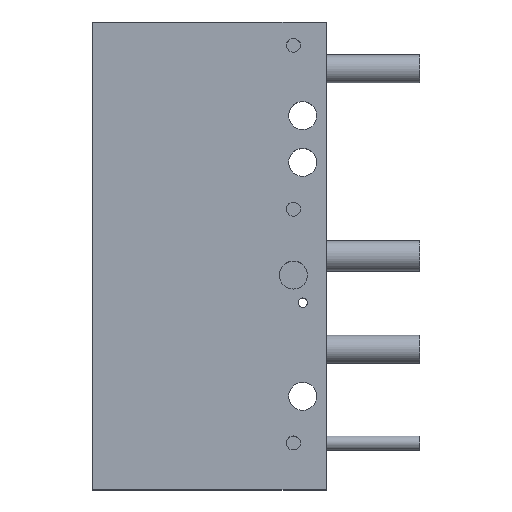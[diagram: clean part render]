
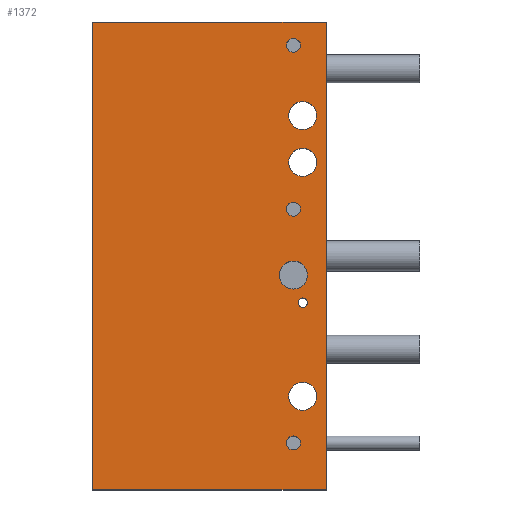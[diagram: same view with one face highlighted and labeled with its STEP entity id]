
A CAD part, top view. The second image highlights one B-rep face of the part: STEP entity #1372.
In plain terms, the highlighted planar face has unit normal (0, 0, 1).
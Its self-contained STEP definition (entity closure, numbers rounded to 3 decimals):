
#35=DIRECTION('',(1.,0.,0.));
#36=VECTOR('',#35,50.);
#37=CARTESIAN_POINT('',(-25.,0.,15.));
#38=LINE('',#37,#36);
#125=DIRECTION('',(1.,0.,0.));
#126=VECTOR('',#125,50.);
#127=CARTESIAN_POINT('',(-25.,100.,15.));
#128=LINE('',#127,#126);
#473=DIRECTION('',(0.,1.,0.));
#474=VECTOR('',#473,100.);
#475=CARTESIAN_POINT('',(25.,0.,15.));
#476=LINE('',#475,#474);
#517=DIRECTION('',(0.,1.,0.));
#518=VECTOR('',#517,100.);
#519=CARTESIAN_POINT('',(-25.,0.,15.));
#520=LINE('',#519,#518);
#521=CARTESIAN_POINT('',(20.,70.,15.));
#522=DIRECTION('',(0.,0.,1.));
#523=DIRECTION('',(0.,-1.,0.));
#524=AXIS2_PLACEMENT_3D('',#521,#522,#523);
#526=CARTESIAN_POINT('',(20.,70.,15.));
#527=DIRECTION('',(0.,0.,1.));
#528=DIRECTION('',(0.,1.,0.));
#529=AXIS2_PLACEMENT_3D('',#526,#527,#528);
#531=CARTESIAN_POINT('',(20.,40.,15.));
#532=DIRECTION('',(0.,0.,1.));
#533=DIRECTION('',(0.,-1.,0.));
#534=AXIS2_PLACEMENT_3D('',#531,#532,#533);
#536=CARTESIAN_POINT('',(20.,40.,15.));
#537=DIRECTION('',(0.,0.,1.));
#538=DIRECTION('',(0.,1.,0.));
#539=AXIS2_PLACEMENT_3D('',#536,#537,#538);
#541=CARTESIAN_POINT('',(20.,80.,15.));
#542=DIRECTION('',(0.,0.,1.));
#543=DIRECTION('',(0.,-1.,0.));
#544=AXIS2_PLACEMENT_3D('',#541,#542,#543);
#546=CARTESIAN_POINT('',(20.,80.,15.));
#547=DIRECTION('',(0.,0.,1.));
#548=DIRECTION('',(0.,1.,0.));
#549=AXIS2_PLACEMENT_3D('',#546,#547,#548);
#551=CARTESIAN_POINT('',(20.,20.,15.));
#552=DIRECTION('',(0.,0.,1.));
#553=DIRECTION('',(0.,-1.,0.));
#554=AXIS2_PLACEMENT_3D('',#551,#552,#553);
#556=CARTESIAN_POINT('',(20.,20.,15.));
#557=DIRECTION('',(0.,0.,1.));
#558=DIRECTION('',(0.,1.,0.));
#559=AXIS2_PLACEMENT_3D('',#556,#557,#558);
#561=CARTESIAN_POINT('',(18.,60.,15.));
#562=DIRECTION('',(0.,0.,1.));
#563=DIRECTION('',(0.,-1.,0.));
#564=AXIS2_PLACEMENT_3D('',#561,#562,#563);
#566=CARTESIAN_POINT('',(18.,60.,15.));
#567=DIRECTION('',(0.,0.,1.));
#568=DIRECTION('',(0.,1.,0.));
#569=AXIS2_PLACEMENT_3D('',#566,#567,#568);
#571=CARTESIAN_POINT('',(18.,10.,15.));
#572=DIRECTION('',(0.,0.,1.));
#573=DIRECTION('',(0.,-1.,0.));
#574=AXIS2_PLACEMENT_3D('',#571,#572,#573);
#576=CARTESIAN_POINT('',(18.,10.,15.));
#577=DIRECTION('',(0.,0.,1.));
#578=DIRECTION('',(0.,1.,0.));
#579=AXIS2_PLACEMENT_3D('',#576,#577,#578);
#581=CARTESIAN_POINT('',(18.,95.,15.));
#582=DIRECTION('',(0.,0.,1.));
#583=DIRECTION('',(0.,-1.,0.));
#584=AXIS2_PLACEMENT_3D('',#581,#582,#583);
#586=CARTESIAN_POINT('',(18.,95.,15.));
#587=DIRECTION('',(0.,0.,1.));
#588=DIRECTION('',(0.,1.,0.));
#589=AXIS2_PLACEMENT_3D('',#586,#587,#588);
#591=CARTESIAN_POINT('',(18.,45.897,15.));
#592=DIRECTION('',(0.,0.,1.));
#593=DIRECTION('',(0.,-1.,0.));
#594=AXIS2_PLACEMENT_3D('',#591,#592,#593);
#596=CARTESIAN_POINT('',(18.,45.897,15.));
#597=DIRECTION('',(0.,0.,1.));
#598=DIRECTION('',(0.,1.,0.));
#599=AXIS2_PLACEMENT_3D('',#596,#597,#598);
#878=CARTESIAN_POINT('',(-25.,0.,15.));
#880=VERTEX_POINT('',#878);
#881=CARTESIAN_POINT('',(25.,0.,15.));
#882=VERTEX_POINT('',#881);
#886=CARTESIAN_POINT('',(-25.,100.,15.));
#888=VERTEX_POINT('',#886);
#889=CARTESIAN_POINT('',(25.,100.,15.));
#890=VERTEX_POINT('',#889);
#925=CARTESIAN_POINT('',(20.,67.,15.));
#926=CARTESIAN_POINT('',(20.,73.,15.));
#927=VERTEX_POINT('',#925);
#928=VERTEX_POINT('',#926);
#929=CARTESIAN_POINT('',(20.,39.,15.));
#930=CARTESIAN_POINT('',(20.,41.,15.));
#931=VERTEX_POINT('',#929);
#932=VERTEX_POINT('',#930);
#933=CARTESIAN_POINT('',(20.,77.,15.));
#934=CARTESIAN_POINT('',(20.,83.,15.));
#935=VERTEX_POINT('',#933);
#936=VERTEX_POINT('',#934);
#937=CARTESIAN_POINT('',(20.,17.,15.));
#938=CARTESIAN_POINT('',(20.,23.,15.));
#939=VERTEX_POINT('',#937);
#940=VERTEX_POINT('',#938);
#973=CARTESIAN_POINT('',(18.,58.5,15.));
#974=CARTESIAN_POINT('',(18.,61.5,15.));
#975=VERTEX_POINT('',#973);
#976=VERTEX_POINT('',#974);
#977=CARTESIAN_POINT('',(18.,8.5,15.));
#978=CARTESIAN_POINT('',(18.,11.5,15.));
#979=VERTEX_POINT('',#977);
#980=VERTEX_POINT('',#978);
#981=CARTESIAN_POINT('',(18.,93.5,15.));
#982=CARTESIAN_POINT('',(18.,96.5,15.));
#983=VERTEX_POINT('',#981);
#984=VERTEX_POINT('',#982);
#985=CARTESIAN_POINT('',(18.,42.897,15.));
#986=CARTESIAN_POINT('',(18.,48.897,15.));
#987=VERTEX_POINT('',#985);
#988=VERTEX_POINT('',#986);
#1313=CARTESIAN_POINT('',(-25.,0.,15.));
#1314=DIRECTION('',(0.,0.,1.));
#1315=DIRECTION('',(1.,0.,0.));
#1316=AXIS2_PLACEMENT_3D('',#1313,#1314,#1315);
#1317=PLANE('',#1316);
#1318=ORIENTED_EDGE('',*,*,#1020,.F.);
#1319=ORIENTED_EDGE('',*,*,#1174,.T.);
#1320=ORIENTED_EDGE('',*,*,#1092,.T.);
#1321=ORIENTED_EDGE('',*,*,#1282,.F.);
#1322=EDGE_LOOP('',(#1318,#1319,#1320,#1321));
#1323=FACE_OUTER_BOUND('',#1322,.F.);
#1325=ORIENTED_EDGE('',*,*,#1324,.T.);
#1327=ORIENTED_EDGE('',*,*,#1326,.T.);
#1328=EDGE_LOOP('',(#1325,#1327));
#1329=FACE_BOUND('',#1328,.F.);
#1331=ORIENTED_EDGE('',*,*,#1330,.T.);
#1333=ORIENTED_EDGE('',*,*,#1332,.T.);
#1334=EDGE_LOOP('',(#1331,#1333));
#1335=FACE_BOUND('',#1334,.F.);
#1337=ORIENTED_EDGE('',*,*,#1336,.T.);
#1339=ORIENTED_EDGE('',*,*,#1338,.T.);
#1340=EDGE_LOOP('',(#1337,#1339));
#1341=FACE_BOUND('',#1340,.F.);
#1343=ORIENTED_EDGE('',*,*,#1342,.T.);
#1345=ORIENTED_EDGE('',*,*,#1344,.T.);
#1346=EDGE_LOOP('',(#1343,#1345));
#1347=FACE_BOUND('',#1346,.F.);
#1349=ORIENTED_EDGE('',*,*,#1348,.T.);
#1351=ORIENTED_EDGE('',*,*,#1350,.T.);
#1352=EDGE_LOOP('',(#1349,#1351));
#1353=FACE_BOUND('',#1352,.F.);
#1355=ORIENTED_EDGE('',*,*,#1354,.T.);
#1357=ORIENTED_EDGE('',*,*,#1356,.T.);
#1358=EDGE_LOOP('',(#1355,#1357));
#1359=FACE_BOUND('',#1358,.F.);
#1361=ORIENTED_EDGE('',*,*,#1360,.T.);
#1363=ORIENTED_EDGE('',*,*,#1362,.T.);
#1364=EDGE_LOOP('',(#1361,#1363));
#1365=FACE_BOUND('',#1364,.F.);
#1367=ORIENTED_EDGE('',*,*,#1366,.T.);
#1369=ORIENTED_EDGE('',*,*,#1368,.T.);
#1370=EDGE_LOOP('',(#1367,#1369));
#1371=FACE_BOUND('',#1370,.F.);
#1372=ADVANCED_FACE('',(#1323,#1329,#1335,#1341,#1347,#1353,#1359,#1365,#1371),
#1317,.T.);
#525=CIRCLE('',#524,3.);
#530=CIRCLE('',#529,3.);
#535=CIRCLE('',#534,1.);
#540=CIRCLE('',#539,1.);
#545=CIRCLE('',#544,3.);
#550=CIRCLE('',#549,3.);
#555=CIRCLE('',#554,3.);
#560=CIRCLE('',#559,3.);
#565=CIRCLE('',#564,1.5);
#570=CIRCLE('',#569,1.5);
#575=CIRCLE('',#574,1.5);
#580=CIRCLE('',#579,1.5);
#585=CIRCLE('',#584,1.5);
#590=CIRCLE('',#589,1.5);
#595=CIRCLE('',#594,3.);
#600=CIRCLE('',#599,3.);
#1020=EDGE_CURVE('',#880,#882,#38,.T.);
#1092=EDGE_CURVE('',#888,#890,#128,.T.);
#1174=EDGE_CURVE('',#880,#888,#520,.T.);
#1282=EDGE_CURVE('',#882,#890,#476,.T.);
#1324=EDGE_CURVE('',#927,#928,#525,.T.);
#1326=EDGE_CURVE('',#928,#927,#530,.T.);
#1330=EDGE_CURVE('',#931,#932,#535,.T.);
#1332=EDGE_CURVE('',#932,#931,#540,.T.);
#1336=EDGE_CURVE('',#935,#936,#545,.T.);
#1338=EDGE_CURVE('',#936,#935,#550,.T.);
#1342=EDGE_CURVE('',#939,#940,#555,.T.);
#1344=EDGE_CURVE('',#940,#939,#560,.T.);
#1348=EDGE_CURVE('',#975,#976,#565,.T.);
#1350=EDGE_CURVE('',#976,#975,#570,.T.);
#1354=EDGE_CURVE('',#979,#980,#575,.T.);
#1356=EDGE_CURVE('',#980,#979,#580,.T.);
#1360=EDGE_CURVE('',#983,#984,#585,.T.);
#1362=EDGE_CURVE('',#984,#983,#590,.T.);
#1366=EDGE_CURVE('',#987,#988,#595,.T.);
#1368=EDGE_CURVE('',#988,#987,#600,.T.);
